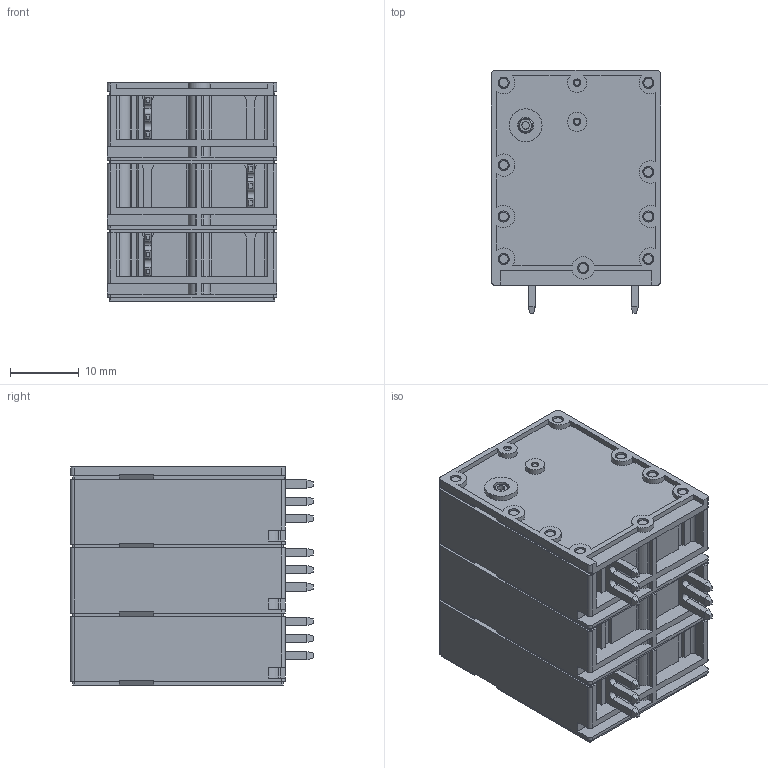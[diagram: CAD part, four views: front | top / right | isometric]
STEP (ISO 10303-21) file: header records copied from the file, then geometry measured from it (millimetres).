
FILE_DESCRIPTION (( 'STEP AP214' ), '1' );
FILE_NAME ('CUI_DEVICES_TBL008-1000V-03BE.step', '2019-11-17T20:15:09', ( '' ), ( '' ), 'SwSTEP 2.0', 'SolidWorks 2019', '' );
FILE_SCHEMA (( 'AUTOMOTIVE_DESIGN' ));
Length unit declared in the file: millimetre
Products named in the file (1): CUI_DEVICES_TBL008-1000V-03BE
Bounding box: 24.7 x 35.4 x 31.8 mm (x, y, z)
Volume: 20244.4 mm3; surface area: 12677.9 mm2
Topology: 8 solids, 8 shells, 1028 faces, 2473 edges, 1520 vertices
Faces by surface type: plane 433, cylinder 354, cone 227, bspline 9, torus 5
Entity records: 30935 total; most frequent: CARTESIAN_POINT 6051, DIRECTION 5264, ORIENTED_EDGE 4946, EDGE_CURVE 2473, AXIS2_PLACEMENT_3D 1858, LINE 1548, VECTOR 1548, VERTEX_POINT 1520
